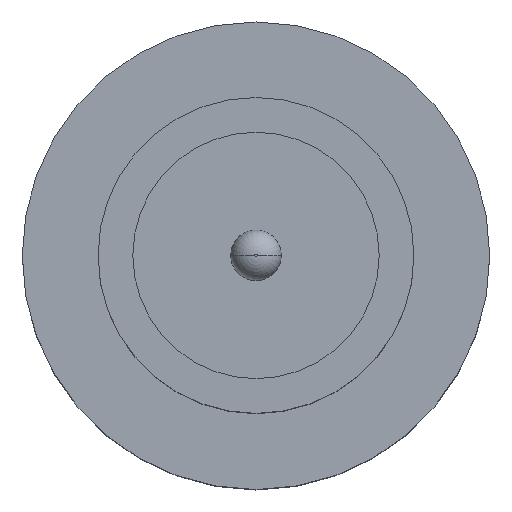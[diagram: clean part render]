
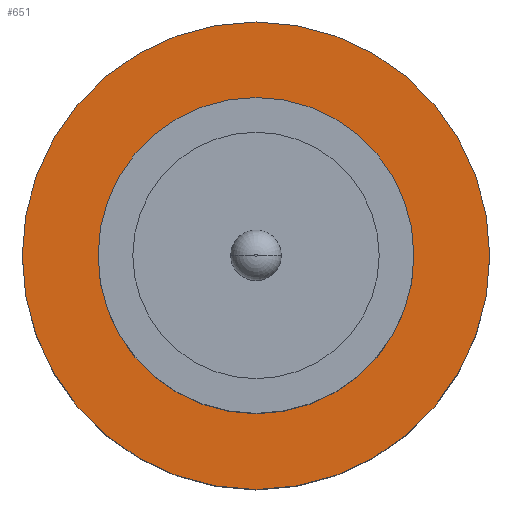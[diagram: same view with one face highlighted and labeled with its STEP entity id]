
A CAD part, top view. The second image highlights one B-rep face of the part: STEP entity #651.
In plain terms, the highlighted planar face has unit normal (0, 0, 1).
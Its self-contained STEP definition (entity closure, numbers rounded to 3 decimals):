
#10 = CARTESIAN_POINT ( 'NONE',  ( 1.25, 0., 1.55 ) ) ;
#20 = EDGE_CURVE ( 'NONE', #313, #604, #94, .T. ) ;
#21 = CARTESIAN_POINT ( 'NONE',  ( 0., 0., 1.55 ) ) ;
#75 = ORIENTED_EDGE ( 'NONE', *, *, #322, .T. ) ;
#81 = DIRECTION ( 'NONE',  ( 1., 0., 0. ) ) ;
#94 = CIRCLE ( 'NONE', #498, 1.25 ) ;
#96 = EDGE_LOOP ( 'NONE', ( #499, #284 ) ) ;
#148 = CARTESIAN_POINT ( 'NONE',  ( -1.25, 0., 1.55 ) ) ;
#154 = PLANE ( 'NONE',  #489 ) ;
#189 = CARTESIAN_POINT ( 'NONE',  ( 0., 0., 1.55 ) ) ;
#191 = DIRECTION ( 'NONE',  ( 1., 0., 0. ) ) ;
#230 = FACE_OUTER_BOUND ( 'NONE', #653, .T. ) ;
#250 = DIRECTION ( 'NONE',  ( 0., 0., 1. ) ) ;
#252 = EDGE_CURVE ( 'NONE', #604, #313, #879, .T. ) ;
#262 = CARTESIAN_POINT ( 'NONE',  ( 1.85, 0., 1.55 ) ) ;
#266 = AXIS2_PLACEMENT_3D ( 'NONE', #550, #268, #191 ) ;
#268 = DIRECTION ( 'NONE',  ( 0., 0., 1. ) ) ;
#280 = FACE_BOUND ( 'NONE', #96, .T. ) ;
#284 = ORIENTED_EDGE ( 'NONE', *, *, #252, .F. ) ;
#313 = VERTEX_POINT ( 'NONE', #10 ) ;
#322 = EDGE_CURVE ( 'NONE', #797, #542, #856, .T. ) ;
#326 = CARTESIAN_POINT ( 'NONE',  ( 0., 0., 1.55 ) ) ;
#342 = DIRECTION ( 'NONE',  ( 0., 0., 1. ) ) ;
#420 = CARTESIAN_POINT ( 'NONE',  ( -1.85, 0., 1.55 ) ) ;
#481 = DIRECTION ( 'NONE',  ( 0., 0., 1. ) ) ;
#488 = EDGE_CURVE ( 'NONE', #542, #797, #584, .T. ) ;
#489 = AXIS2_PLACEMENT_3D ( 'NONE', #326, #703, #81 ) ;
#498 = AXIS2_PLACEMENT_3D ( 'NONE', #771, #481, #702 ) ;
#499 = ORIENTED_EDGE ( 'NONE', *, *, #20, .F. ) ;
#542 = VERTEX_POINT ( 'NONE', #262 ) ;
#550 = CARTESIAN_POINT ( 'NONE',  ( 0., 0., 1.55 ) ) ;
#584 = CIRCLE ( 'NONE', #266, 1.85 ) ;
#590 = ORIENTED_EDGE ( 'NONE', *, *, #488, .T. ) ;
#604 = VERTEX_POINT ( 'NONE', #148 ) ;
#651 = ADVANCED_FACE ( 'NONE', ( #280, #230 ), #154, .T. ) ;
#653 = EDGE_LOOP ( 'NONE', ( #75, #590 ) ) ;
#691 = AXIS2_PLACEMENT_3D ( 'NONE', #21, #342, #710 ) ;
#702 = DIRECTION ( 'NONE',  ( 1., 0., 0. ) ) ;
#703 = DIRECTION ( 'NONE',  ( 0., 0., 1. ) ) ;
#710 = DIRECTION ( 'NONE',  ( 1., 0., 0. ) ) ;
#771 = CARTESIAN_POINT ( 'NONE',  ( 0., 0., 1.55 ) ) ;
#774 = AXIS2_PLACEMENT_3D ( 'NONE', #189, #250, #839 ) ;
#797 = VERTEX_POINT ( 'NONE', #420 ) ;
#839 = DIRECTION ( 'NONE',  ( 1., 0., 0. ) ) ;
#856 = CIRCLE ( 'NONE', #691, 1.85 ) ;
#879 = CIRCLE ( 'NONE', #774, 1.25 ) ;
